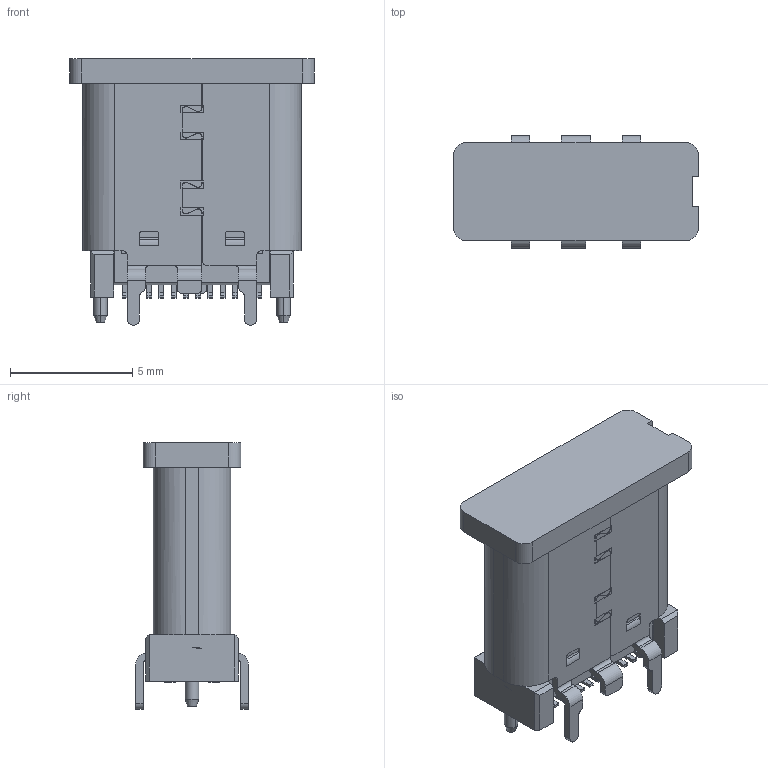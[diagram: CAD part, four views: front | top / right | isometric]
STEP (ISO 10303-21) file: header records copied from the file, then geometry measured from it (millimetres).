
FILE_DESCRIPTION((''),'2;1');
FILE_NAME('FUS681_ASM_ASM_ASM','2024-03-19T',('工程三'),(''),'PRO/ENGINEER BY PARAMETRIC TECHNOLOGY CORPORATION, 2010280','PRO/ENGINEER BY PARAMETRIC TECHNOLOGY CORPORATION, 2010280','');
FILE_SCHEMA(('CONFIG_CONTROL_DESIGN'));
Length unit declared in the file: millimetre
Products named in the file (4): PRT0001; PRT0002; PRT0003; FUS681_ASM_ASM_ASM
Assembly tree (3 placements, depth 2):
  FUS681_ASM_ASM_ASM
    PRT0001
    PRT0002
    PRT0003
Bounding box: 10 x 4.6 x 10.9 mm (x, y, z)
Volume: 243 mm3; surface area: 1049.6 mm2
Topology: 3 solids, 14 shells, 1918 faces, 5853 edges, 3822 vertices
Faces by surface type: plane 1454, cylinder 396, cone 44, torus 20, bspline 4
Entity records: 65531 total; most frequent: CARTESIAN_POINT 12189, ORIENTED_EDGE 11706, DIRECTION 10508, EDGE_CURVE 5853, VECTOR 4828, LINE 4828, VERTEX_POINT 3822, AXIS2_PLACEMENT_3D 2840
